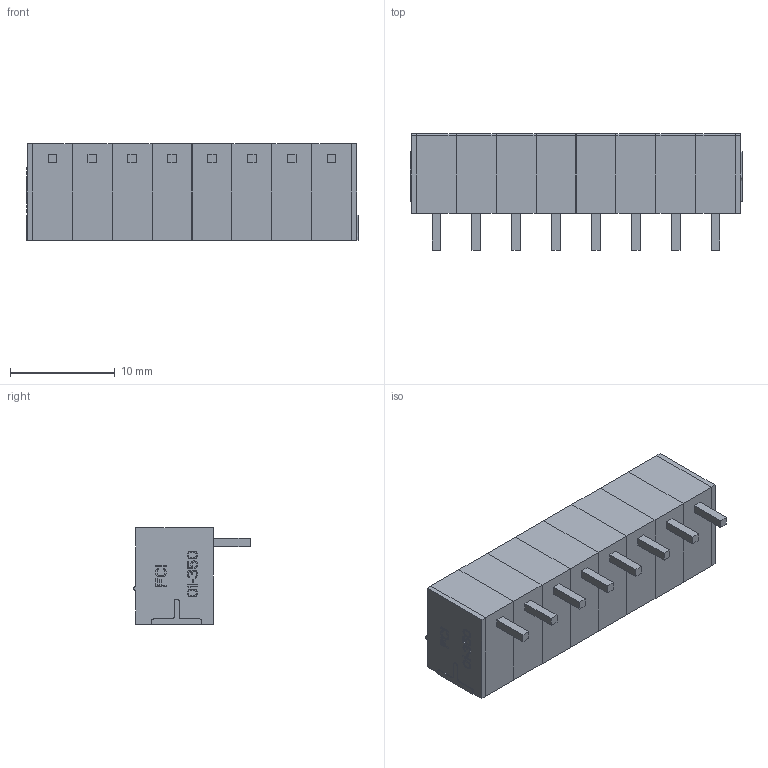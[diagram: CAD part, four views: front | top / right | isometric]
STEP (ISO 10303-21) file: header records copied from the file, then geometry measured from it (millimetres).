
FILE_DESCRIPTION (( 'STEP AP214' ), '1' );
FILE_NAME ('FCI 06-381 8Pos.STEP', '2015-11-28T04:56:52', ( '' ), ( '' ), 'SwSTEP 2.0', 'SolidWorks 2015', '' );
FILE_SCHEMA (( 'AUTOMOTIVE_DESIGN' ));
Length unit declared in the file: millimetre
Products named in the file (4): 20020110-D-REM; 20020110-D-LEM; FCI 06-381 8Pos; 20020110-D-CM
Assembly tree (10 placements, depth 2):
  FCI 06-381 8Pos
    20020110-D-LEM
    20020110-D-CM  x8
    20020110-D-REM
Bounding box: 31.67 x 11.12 x 9.2 mm (x, y, z)
Volume: 1221 mm3; surface area: 4099.1 mm2
Topology: 10 solids, 10 shells, 765 faces, 2090 edges, 1388 vertices
Faces by surface type: plane 641, cylinder 92, bspline 16, cone 16
Entity records: 15603 total; most frequent: CARTESIAN_POINT 2130, ORIENTED_EDGE 2024, DIRECTION 1794, EDGE_CURVE 1012, LINE 958, VECTOR 958, VERTEX_POINT 674, AXIS2_PLACEMENT_3D 418
